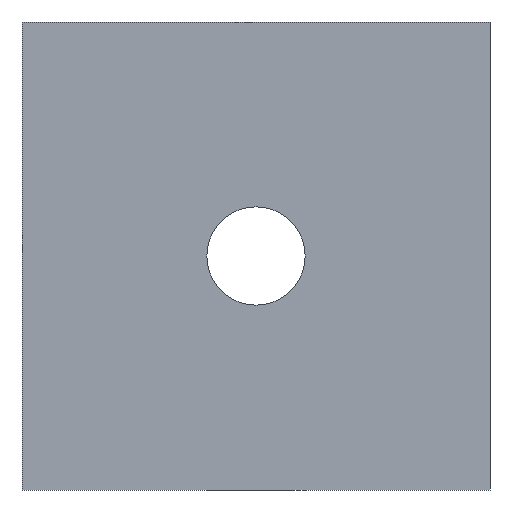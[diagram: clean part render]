
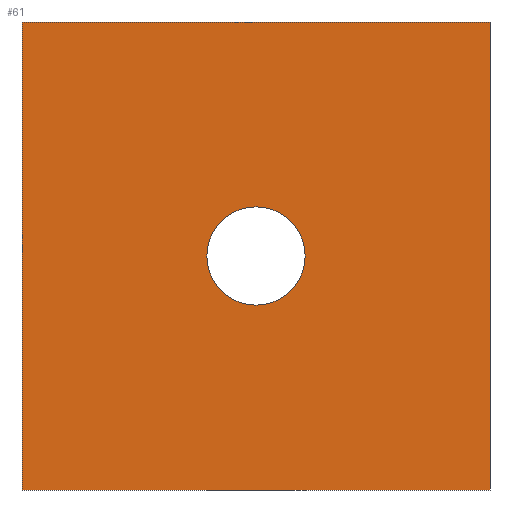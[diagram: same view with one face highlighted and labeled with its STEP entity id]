
A CAD part, front view. The second image highlights one B-rep face of the part: STEP entity #61.
In plain terms, the highlighted planar face has unit normal (0, -1, 0).
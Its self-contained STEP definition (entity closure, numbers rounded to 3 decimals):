
#5 = FACE_OUTER_BOUND ( 'NONE', #480, .T. ) ;
#8 = VERTEX_POINT ( 'NONE', #14 ) ;
#11 = VERTEX_POINT ( 'NONE', #218 ) ;
#14 = CARTESIAN_POINT ( 'NONE',  ( 20., 0., 0. ) ) ;
#15 = CARTESIAN_POINT ( 'NONE',  ( -4.2, 0., 20. ) ) ;
#16 = EDGE_CURVE ( 'NONE', #11, #197, #405, .T. ) ;
#35 = CARTESIAN_POINT ( 'NONE',  ( -20., 0., 0. ) ) ;
#44 = CARTESIAN_POINT ( 'NONE',  ( 0., 0., 20. ) ) ;
#45 = VECTOR ( 'NONE', #68, 1000. ) ;
#51 = EDGE_CURVE ( 'NONE', #197, #11, #182, .T. ) ;
#61 = ADVANCED_FACE ( 'NONE', ( #5, #328 ), #168, .F. ) ;
#68 = DIRECTION ( 'NONE',  ( 1., 0., 0. ) ) ;
#69 = VERTEX_POINT ( 'NONE', #368 ) ;
#76 = EDGE_LOOP ( 'NONE', ( #130, #222 ) ) ;
#84 = LINE ( 'NONE', #320, #205 ) ;
#101 = DIRECTION ( 'NONE',  ( 0., -1., 0. ) ) ;
#116 = ORIENTED_EDGE ( 'NONE', *, *, #479, .F. ) ;
#124 = AXIS2_PLACEMENT_3D ( 'NONE', #44, #101, #362 ) ;
#128 = ORIENTED_EDGE ( 'NONE', *, *, #463, .F. ) ;
#130 = ORIENTED_EDGE ( 'NONE', *, *, #51, .F. ) ;
#137 = DIRECTION ( 'NONE',  ( 0., -1., 0. ) ) ;
#148 = EDGE_CURVE ( 'NONE', #425, #69, #169, .T. ) ;
#168 = PLANE ( 'NONE',  #414 ) ;
#169 = LINE ( 'NONE', #178, #512 ) ;
#173 = CARTESIAN_POINT ( 'NONE',  ( -20., 0., 0. ) ) ;
#178 = CARTESIAN_POINT ( 'NONE',  ( -20., 0., 40. ) ) ;
#182 = CIRCLE ( 'NONE', #124, 4.2 ) ;
#197 = VERTEX_POINT ( 'NONE', #15 ) ;
#205 = VECTOR ( 'NONE', #270, 1000. ) ;
#218 = CARTESIAN_POINT ( 'NONE',  ( 4.2, 0., 20. ) ) ;
#222 = ORIENTED_EDGE ( 'NONE', *, *, #16, .F. ) ;
#247 = CARTESIAN_POINT ( 'NONE',  ( 0., 0., 20. ) ) ;
#264 = CARTESIAN_POINT ( 'NONE',  ( -20., 0., 0. ) ) ;
#270 = DIRECTION ( 'NONE',  ( 0., 0., 1. ) ) ;
#277 = CARTESIAN_POINT ( 'NONE',  ( -20., 0., 40. ) ) ;
#302 = ORIENTED_EDGE ( 'NONE', *, *, #148, .F. ) ;
#305 = LINE ( 'NONE', #264, #45 ) ;
#320 = CARTESIAN_POINT ( 'NONE',  ( -20., 0., 0. ) ) ;
#327 = DIRECTION ( 'NONE',  ( 1., 0., 0. ) ) ;
#328 = FACE_BOUND ( 'NONE', #76, .T. ) ;
#345 = EDGE_CURVE ( 'NONE', #475, #8, #305, .T. ) ;
#362 = DIRECTION ( 'NONE',  ( -1., 0., 0. ) ) ;
#366 = DIRECTION ( 'NONE',  ( 0., 1., 0. ) ) ;
#368 = CARTESIAN_POINT ( 'NONE',  ( 20., 0., 40. ) ) ;
#376 = DIRECTION ( 'NONE',  ( -1., 0., 0. ) ) ;
#405 = CIRCLE ( 'NONE', #502, 4.2 ) ;
#414 = AXIS2_PLACEMENT_3D ( 'NONE', #173, #366, #418 ) ;
#418 = DIRECTION ( 'NONE',  ( -1., 0., 0. ) ) ;
#425 = VERTEX_POINT ( 'NONE', #277 ) ;
#463 = EDGE_CURVE ( 'NONE', #475, #425, #84, .T. ) ;
#475 = VERTEX_POINT ( 'NONE', #35 ) ;
#476 = DIRECTION ( 'NONE',  ( 0., 0., -1. ) ) ;
#479 = EDGE_CURVE ( 'NONE', #69, #8, #483, .T. ) ;
#480 = EDGE_LOOP ( 'NONE', ( #302, #128, #513, #116 ) ) ;
#482 = VECTOR ( 'NONE', #476, 1000. ) ;
#483 = LINE ( 'NONE', #514, #482 ) ;
#502 = AXIS2_PLACEMENT_3D ( 'NONE', #247, #137, #376 ) ;
#512 = VECTOR ( 'NONE', #327, 1000. ) ;
#513 = ORIENTED_EDGE ( 'NONE', *, *, #345, .T. ) ;
#514 = CARTESIAN_POINT ( 'NONE',  ( 20., 0., 0. ) ) ;
